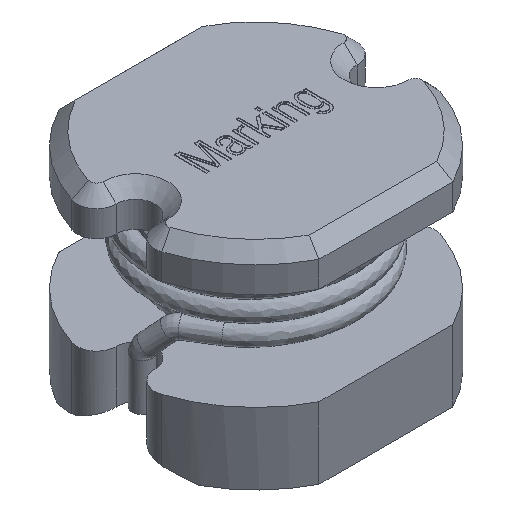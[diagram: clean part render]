
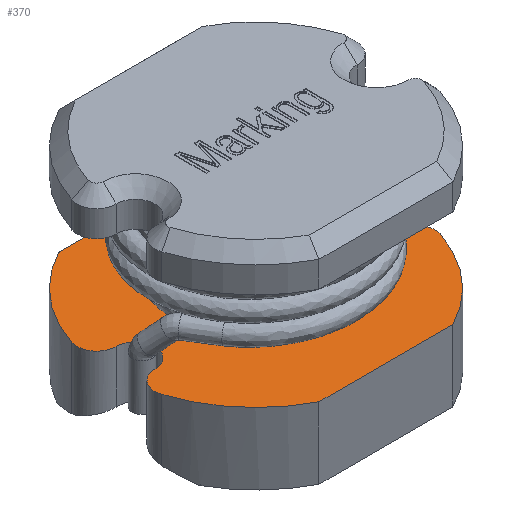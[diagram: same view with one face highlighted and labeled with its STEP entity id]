
A CAD part, isometric view. The second image highlights one B-rep face of the part: STEP entity #370.
In plain terms, the highlighted planar face has unit normal (0, 0, 1).
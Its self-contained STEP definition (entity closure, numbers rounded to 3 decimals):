
#370 = ADVANCED_FACE( '', ( #795, #796 ), #797, .F. );
#795 = FACE_BOUND( '', #2622, .T. );
#796 = FACE_OUTER_BOUND( '', #2623, .T. );
#797 = PLANE( '', #2624 );
#2622 = EDGE_LOOP( '', ( #4086 ) );
#2623 = EDGE_LOOP( '', ( #4087, #4088, #4089, #4090, #4091, #4092, #4093, #4094, #4095, #4096, #4097, #4098 ) );
#2624 = AXIS2_PLACEMENT_3D( '', #4099, #4100, #4101 );
#4086 = ORIENTED_EDGE( '', *, *, #4553, .T. );
#4087 = ORIENTED_EDGE( '', *, *, #4545, .F. );
#4088 = ORIENTED_EDGE( '', *, *, #4937, .F. );
#4089 = ORIENTED_EDGE( '', *, *, #4917, .F. );
#4090 = ORIENTED_EDGE( '', *, *, #4489, .F. );
#4091 = ORIENTED_EDGE( '', *, *, #4938, .F. );
#4092 = ORIENTED_EDGE( '', *, *, #4939, .F. );
#4093 = ORIENTED_EDGE( '', *, *, #4495, .F. );
#4094 = ORIENTED_EDGE( '', *, *, #4754, .F. );
#4095 = ORIENTED_EDGE( '', *, *, #4940, .F. );
#4096 = ORIENTED_EDGE( '', *, *, #4941, .F. );
#4097 = ORIENTED_EDGE( '', *, *, #4604, .F. );
#4098 = ORIENTED_EDGE( '', *, *, #4608, .F. );
#4099 = CARTESIAN_POINT( '', ( 0., 0., 1.1 ) );
#4100 = DIRECTION( '', ( 0., 0., -1. ) );
#4101 = DIRECTION( '', ( -1., 0., 0. ) );
#4489 = EDGE_CURVE( '', #5002, #5004, #5005, .T. );
#4495 = EDGE_CURVE( '', #5013, #5015, #5016, .T. );
#4545 = EDGE_CURVE( '', #5104, #5106, #5107, .T. );
#4553 = EDGE_CURVE( '', #5119, #5119, #5120, .T. );
#4604 = EDGE_CURVE( '', #5205, #5200, #5207, .T. );
#4608 = EDGE_CURVE( '', #5106, #5205, #5212, .T. );
#4754 = EDGE_CURVE( '', #5441, #5013, #5443, .T. );
#4917 = EDGE_CURVE( '', #5004, #5682, #5683, .T. );
#4937 = EDGE_CURVE( '', #5682, #5104, #5703, .T. );
#4938 = EDGE_CURVE( '', #5704, #5002, #5705, .T. );
#4939 = EDGE_CURVE( '', #5015, #5704, #5706, .T. );
#4940 = EDGE_CURVE( '', #5707, #5441, #5708, .T. );
#4941 = EDGE_CURVE( '', #5200, #5707, #5709, .T. );
#5002 = VERTEX_POINT( '', #5773 );
#5004 = VERTEX_POINT( '', #5776 );
#5005 = CIRCLE( '', #5777, 2.25 );
#5013 = VERTEX_POINT( '', #5786 );
#5015 = VERTEX_POINT( '', #5789 );
#5016 = CIRCLE( '', #5790, 0.3 );
#5104 = VERTEX_POINT( '', #6056 );
#5106 = VERTEX_POINT( '', #6059 );
#5107 = CIRCLE( '', #6060, 0.3 );
#5119 = VERTEX_POINT( '', #6077 );
#5120 = CIRCLE( '', #6078, 1. );
#5200 = VERTEX_POINT( '', #6221 );
#5205 = VERTEX_POINT( '', #6227 );
#5207 = CIRCLE( '', #6230, 0.3 );
#5212 = CIRCLE( '', #6235, 0.3 );
#5441 = VERTEX_POINT( '', #6822 );
#5443 = CIRCLE( '', #6825, 2.25 );
#5682 = VERTEX_POINT( '', #7556 );
#5683 = LINE( '', #7557, #7558 );
#5703 = CIRCLE( '', #7593, 2.25 );
#5704 = VERTEX_POINT( '', #7594 );
#5705 = CIRCLE( '', #7595, 0.3 );
#5706 = CIRCLE( '', #7596, 0.3 );
#5707 = VERTEX_POINT( '', #7597 );
#5708 = LINE( '', #7598, #7599 );
#5709 = CIRCLE( '', #7600, 2.25 );
#5773 = CARTESIAN_POINT( '', ( -2.141, 0.692, 1.1 ) );
#5776 = CARTESIAN_POINT( '', ( -1.031, 2., 1.1 ) );
#5777 = AXIS2_PLACEMENT_3D( '', #7704, #7705, #7706 );
#5786 = CARTESIAN_POINT( '', ( -2.141, -0.692, 1.1 ) );
#5789 = CARTESIAN_POINT( '', ( -1.855, -0.3, 1.1 ) );
#5790 = AXIS2_PLACEMENT_3D( '', #7715, #7716, #7717 );
#6056 = CARTESIAN_POINT( '', ( 2.141, 0.692, 1.1 ) );
#6059 = CARTESIAN_POINT( '', ( 1.855, 0.3, 1.1 ) );
#6060 = AXIS2_PLACEMENT_3D( '', #7729, #7730, #7731 );
#6077 = CARTESIAN_POINT( '', ( 1., 0., 1.1 ) );
#6078 = AXIS2_PLACEMENT_3D( '', #7735, #7736, #7737 );
#6221 = CARTESIAN_POINT( '', ( 2.141, -0.692, 1.1 ) );
#6227 = CARTESIAN_POINT( '', ( 1.855, -0.3, 1.1 ) );
#6230 = AXIS2_PLACEMENT_3D( '', #7769, #7770, #7771 );
#6235 = AXIS2_PLACEMENT_3D( '', #7778, #7779, #7780 );
#6822 = CARTESIAN_POINT( '', ( -1.031, -2., 1.1 ) );
#6825 = AXIS2_PLACEMENT_3D( '', #7866, #7867, #7868 );
#7556 = CARTESIAN_POINT( '', ( 1.031, 2., 1.1 ) );
#7557 = CARTESIAN_POINT( '', ( -1.031, 2., 1.1 ) );
#7558 = VECTOR( '', #7959, 1000. );
#7593 = AXIS2_PLACEMENT_3D( '', #7979, #7980, #7981 );
#7594 = CARTESIAN_POINT( '', ( -1.855, 0.3, 1.1 ) );
#7595 = AXIS2_PLACEMENT_3D( '', #7982, #7983, #7984 );
#7596 = AXIS2_PLACEMENT_3D( '', #7985, #7986, #7987 );
#7597 = CARTESIAN_POINT( '', ( 1.031, -2., 1.1 ) );
#7598 = CARTESIAN_POINT( '', ( 1.031, -2., 1.1 ) );
#7599 = VECTOR( '', #7988, 1000. );
#7600 = AXIS2_PLACEMENT_3D( '', #7989, #7990, #7991 );
#7704 = CARTESIAN_POINT( '', ( 0., 0., 1.1 ) );
#7705 = DIRECTION( '', ( 0., 0., -1. ) );
#7706 = DIRECTION( '', ( 1., 0., 0. ) );
#7715 = CARTESIAN_POINT( '', ( -1.855, -0.6, 1.1 ) );
#7716 = DIRECTION( '', ( 0., 0., -1. ) );
#7717 = DIRECTION( '', ( 1., 0., 0. ) );
#7729 = CARTESIAN_POINT( '', ( 1.855, 0.6, 1.1 ) );
#7730 = DIRECTION( '', ( 0., 0., -1. ) );
#7731 = DIRECTION( '', ( -1., 0., 0. ) );
#7735 = CARTESIAN_POINT( '', ( 0., 0., 1.1 ) );
#7736 = DIRECTION( '', ( 0., 0., -1. ) );
#7737 = DIRECTION( '', ( 1., 0., 0. ) );
#7769 = CARTESIAN_POINT( '', ( 1.855, -0.6, 1.1 ) );
#7770 = DIRECTION( '', ( 0., 0., -1. ) );
#7771 = DIRECTION( '', ( -1., 0., 0. ) );
#7778 = CARTESIAN_POINT( '', ( 1.855, 0., 1.1 ) );
#7779 = DIRECTION( '', ( 0., 0., 1. ) );
#7780 = DIRECTION( '', ( 1., 0., 0. ) );
#7866 = CARTESIAN_POINT( '', ( 0., 0., 1.1 ) );
#7867 = DIRECTION( '', ( 0., 0., -1. ) );
#7868 = DIRECTION( '', ( 1., 0., 0. ) );
#7959 = DIRECTION( '', ( 1., 0., 0. ) );
#7979 = CARTESIAN_POINT( '', ( 0., 0., 1.1 ) );
#7980 = DIRECTION( '', ( 0., 0., -1. ) );
#7981 = DIRECTION( '', ( 1., 0., 0. ) );
#7982 = CARTESIAN_POINT( '', ( -1.855, 0.6, 1.1 ) );
#7983 = DIRECTION( '', ( 0., 0., -1. ) );
#7984 = DIRECTION( '', ( 1., 0., 0. ) );
#7985 = CARTESIAN_POINT( '', ( -1.855, 0., 1.1 ) );
#7986 = DIRECTION( '', ( 0., 0., 1. ) );
#7987 = DIRECTION( '', ( -1., 0., 0. ) );
#7988 = DIRECTION( '', ( -1., 0., 0. ) );
#7989 = CARTESIAN_POINT( '', ( 0., 0., 1.1 ) );
#7990 = DIRECTION( '', ( 0., 0., -1. ) );
#7991 = DIRECTION( '', ( 1., 0., 0. ) );
